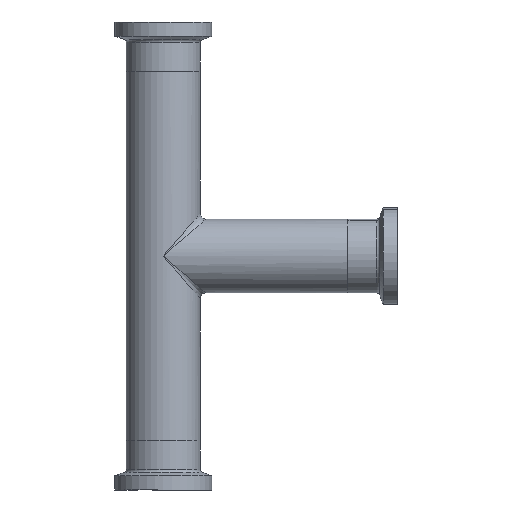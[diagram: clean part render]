
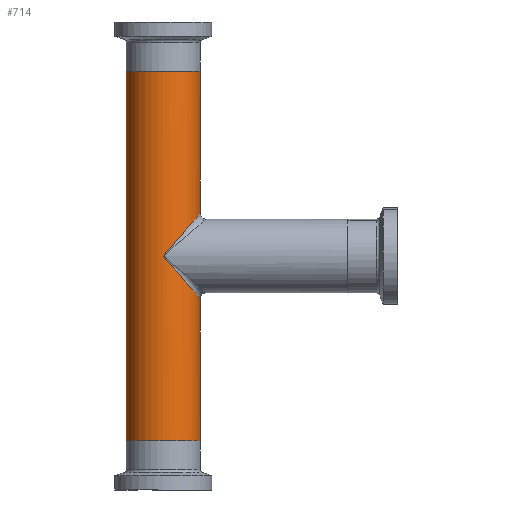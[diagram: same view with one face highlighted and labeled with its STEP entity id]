
A CAD part, front view. The second image highlights one B-rep face of the part: STEP entity #714.
In plain terms, the highlighted cylindrical face has radius 9.525 mm (diameter 19.05 mm), a partial arc.
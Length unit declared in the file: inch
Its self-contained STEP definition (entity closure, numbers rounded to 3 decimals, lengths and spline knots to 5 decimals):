
#7 = CARTESIAN_POINT ( 'NONE',  ( 0., 0., 1.87402 ) ) ;
#12 = VERTEX_POINT ( 'NONE', #1081 ) ;
#76 = CARTESIAN_POINT ( 'NONE',  ( -0.375, 0., 1.87402 ) ) ;
#80 = CARTESIAN_POINT ( 'NONE',  ( 0., 0., -1.87402 ) ) ;
#106 = CARTESIAN_POINT ( 'NONE',  ( 0.375, 0., 1.87402 ) ) ;
#151 = DIRECTION ( 'NONE',  ( 0., 0., 1. ) ) ;
#210 = EDGE_CURVE ( 'NONE', #464, #1084, #1537, .T. ) ;
#235 = DIRECTION ( 'NONE',  ( -1., 0., 0. ) ) ;
#246 = ORIENTED_EDGE ( 'NONE', *, *, #1131, .T. ) ;
#257 = DIRECTION ( 'NONE',  ( 0., 0., -1. ) ) ;
#276 = CYLINDRICAL_SURFACE ( 'NONE', #1150, 0.375 ) ;
#327 = CIRCLE ( 'NONE', #394, 0.375 ) ;
#378 = VERTEX_POINT ( 'NONE', #1653 ) ;
#394 = AXIS2_PLACEMENT_3D ( 'NONE', #7, #151, #1095 ) ;
#395 = VECTOR ( 'NONE', #1272, 39.37008 ) ;
#417 = CARTESIAN_POINT ( 'NONE',  ( 0.375, -0.21967, 0.43406 ) ) ;
#464 = VERTEX_POINT ( 'NONE', #1385 ) ;
#473 = CARTESIAN_POINT ( 'NONE',  ( -0.375, 0., -1.87402 ) ) ;
#514 = LINE ( 'NONE', #1056, #1670 ) ;
#531 = VERTEX_POINT ( 'NONE', #76 ) ;
#540 = CARTESIAN_POINT ( 'NONE',  ( 0., -0.375, 0. ) ) ;
#546 = LINE ( 'NONE', #106, #395 ) ;
#575 = VERTEX_POINT ( 'NONE', #473 ) ;
#617 = CARTESIAN_POINT ( 'NONE',  ( 0., -0.375, 0. ) ) ;
#619 = DIRECTION ( 'NONE',  ( 0., 0., 1. ) ) ;
#680 = ORIENTED_EDGE ( 'NONE', *, *, #1138, .F. ) ;
#699 = EDGE_CURVE ( 'NONE', #464, #378, #1018, .T. ) ;
#704 = ORIENTED_EDGE ( 'NONE', *, *, #935, .T. ) ;
#714 = ADVANCED_FACE ( 'NONE', ( #859 ), #276, .T. ) ;
#719 = EDGE_CURVE ( 'NONE', #12, #1219, #546, .T. ) ;
#777 = CARTESIAN_POINT ( 'NONE',  ( 0.375, 0., 0.43406 ) ) ;
#828 = CARTESIAN_POINT ( 'NONE',  ( 0.21967, -0.375, 0.25426 ) ) ;
#859 = FACE_OUTER_BOUND ( 'NONE', #957, .T. ) ;
#886 = AXIS2_PLACEMENT_3D ( 'NONE', #80, #619, #1268 ) ;
#896 = ORIENTED_EDGE ( 'NONE', *, *, #210, .F. ) ;
#935 = EDGE_CURVE ( 'NONE', #531, #575, #514, .T. ) ;
#948 =( BOUNDED_CURVE ( )  B_SPLINE_CURVE ( 3, ( #540, #828, #417, #1454 ),
 .UNSPECIFIED., .F., .F. ) 
 B_SPLINE_CURVE_WITH_KNOTS ( ( 4, 4 ),
 ( 1.5708, 3.14159 ),
 .UNSPECIFIED. ) 
 CURVE ( )  GEOMETRIC_REPRESENTATION_ITEM ( )  RATIONAL_B_SPLINE_CURVE ( ( 1., 0.805, 0.805, 1. ) ) 
 REPRESENTATION_ITEM ( '' )  );
#957 = EDGE_LOOP ( 'NONE', ( #1285, #680, #704, #1464, #896, #1373, #246 ) ) ;
#984 = CARTESIAN_POINT ( 'NONE',  ( 0.375, 0., 1.87402 ) ) ;
#992 = DIRECTION ( 'NONE',  ( 0., 0., -1. ) ) ;
#1018 =( BOUNDED_CURVE ( )  B_SPLINE_CURVE ( 3, ( #1392, #1020, #1258, #617 ),
 .UNSPECIFIED., .F., .T. ) 
 B_SPLINE_CURVE_WITH_KNOTS ( ( 4, 4 ),
 ( 3.14159, 4.71239 ),
 .UNSPECIFIED. ) 
 CURVE ( )  GEOMETRIC_REPRESENTATION_ITEM ( )  RATIONAL_B_SPLINE_CURVE ( ( 1., 0.805, 0.805, 1. ) ) 
 REPRESENTATION_ITEM ( '' )  );
#1020 = CARTESIAN_POINT ( 'NONE',  ( 0.375, -0.21967, -0.43406 ) ) ;
#1056 = CARTESIAN_POINT ( 'NONE',  ( -0.375, 0., 1.87402 ) ) ;
#1081 = CARTESIAN_POINT ( 'NONE',  ( 0.375, 0., 1.87402 ) ) ;
#1084 = VERTEX_POINT ( 'NONE', #1618 ) ;
#1095 = DIRECTION ( 'NONE',  ( 1., 0., 0. ) ) ;
#1131 = EDGE_CURVE ( 'NONE', #378, #1219, #948, .T. ) ;
#1138 = EDGE_CURVE ( 'NONE', #531, #12, #327, .T. ) ;
#1150 = AXIS2_PLACEMENT_3D ( 'NONE', #1667, #1405, #235 ) ;
#1219 = VERTEX_POINT ( 'NONE', #777 ) ;
#1258 = CARTESIAN_POINT ( 'NONE',  ( 0.21967, -0.375, -0.25426 ) ) ;
#1263 = EDGE_CURVE ( 'NONE', #575, #1084, #1361, .T. ) ;
#1268 = DIRECTION ( 'NONE',  ( 1., 0., 0. ) ) ;
#1272 = DIRECTION ( 'NONE',  ( 0., 0., -1. ) ) ;
#1285 = ORIENTED_EDGE ( 'NONE', *, *, #719, .F. ) ;
#1353 = VECTOR ( 'NONE', #992, 39.37008 ) ;
#1361 = CIRCLE ( 'NONE', #886, 0.375 ) ;
#1373 = ORIENTED_EDGE ( 'NONE', *, *, #699, .T. ) ;
#1385 = CARTESIAN_POINT ( 'NONE',  ( 0.375, 0., -0.43406 ) ) ;
#1392 = CARTESIAN_POINT ( 'NONE',  ( 0.375, 0., -0.43406 ) ) ;
#1405 = DIRECTION ( 'NONE',  ( 0., 0., -1. ) ) ;
#1454 = CARTESIAN_POINT ( 'NONE',  ( 0.375, 0., 0.43406 ) ) ;
#1464 = ORIENTED_EDGE ( 'NONE', *, *, #1263, .T. ) ;
#1537 = LINE ( 'NONE', #984, #1353 ) ;
#1618 = CARTESIAN_POINT ( 'NONE',  ( 0.375, 0., -1.87402 ) ) ;
#1653 = CARTESIAN_POINT ( 'NONE',  ( 0., -0.375, 0. ) ) ;
#1667 = CARTESIAN_POINT ( 'NONE',  ( 0., 0., 1.87402 ) ) ;
#1670 = VECTOR ( 'NONE', #257, 39.37008 ) ;
